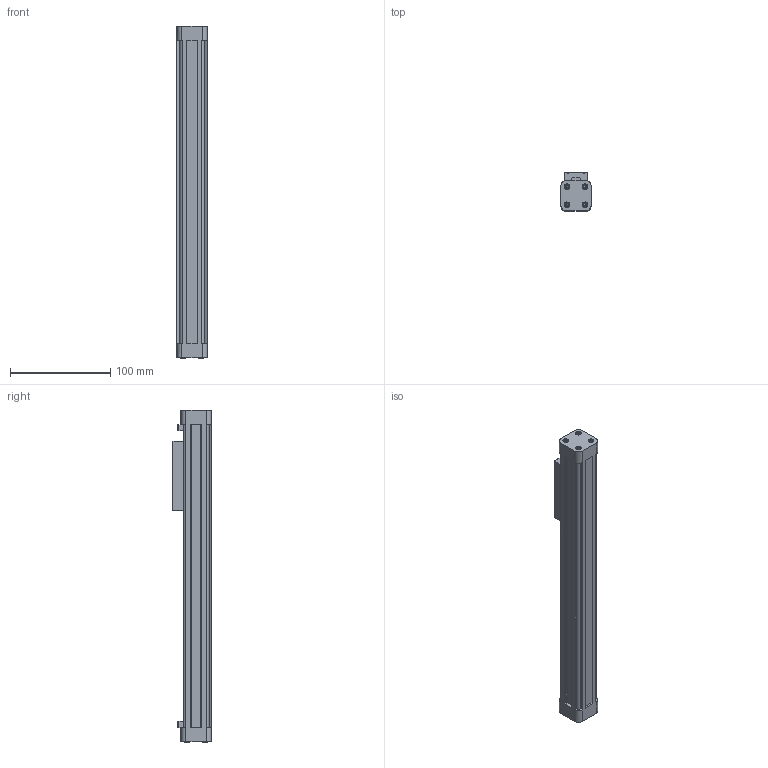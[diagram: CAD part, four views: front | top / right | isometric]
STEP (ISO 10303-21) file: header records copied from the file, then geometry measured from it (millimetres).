
FILE_DESCRIPTION( ( 'STEP AP214' ), ' ' );
FILE_NAME( 'OSPP160000000200000000000_2018-06-15_11-31-01.stp', '2018-06-15T09:34:39', ( '' ), ( '' ), ' ', 'PARTsolutions', ' ' );
FILE_SCHEMA( ( 'AUTOMOTIVE_DESIGN { 1 0 10303 214 1 1 1 1 }' ) );
Length unit declared in the file: millimetre
Products named in the file (5): OSPP160000000200000000000; _OSPP160000000200000000000_d; _PO-OSPP16 000000200000000000 (DL=front,DR=front POS = 0) Zylinder(0,0,0,0,0,0,0000)0; _PO-OSP-P16-00000-00200   (0,0,0) Cylinder piston; _13039FIL302
Assembly tree (4 placements, depth 2):
  OSPP160000000200000000000
    _OSPP160000000200000000000_d
    _PO-OSPP16 000000200000000000 (DL=front,DR=front POS = 0) Zylinder(0,0,0,0,0,0,0000)0
    _PO-OSP-P16-00000-00200   (0,0,0) Cylinder piston
    _13039FIL302
Bounding box: 30 x 38 x 330.8 mm (x, y, z)
Volume: 195011.4 mm3; surface area: 84047.5 mm2
Topology: 3 solids, 4 shells, 208 faces, 547 edges, 357 vertices
Faces by surface type: plane 142, cylinder 42, cone 24
Full cylindrical faces by diameter (mm): 2.459 x8, 2.5 x2, 3.242 x4, 4.134 x2, 5.5 x8, 16 x1
Entity records: 7632 total; most frequent: CARTESIAN_POINT 1018, DIRECTION 1006, ORIENTED_EDGE 932, EDGE_CURVE 466, LINE 352, VECTOR 352, VERTEX_POINT 338, AXIS2_PLACEMENT_3D 327
